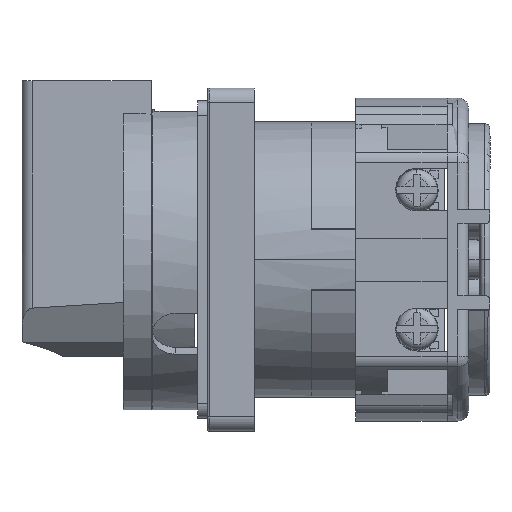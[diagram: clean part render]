
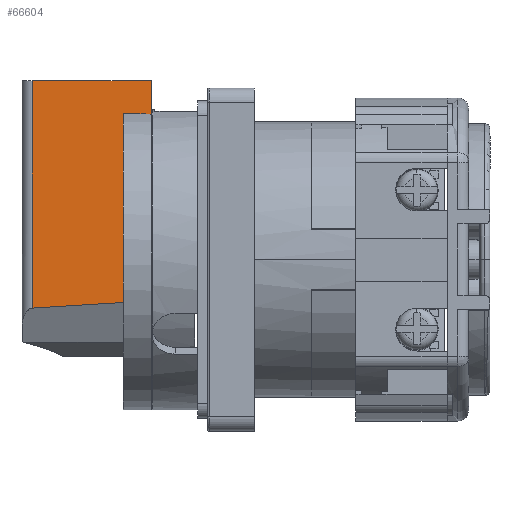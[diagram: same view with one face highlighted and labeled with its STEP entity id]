
A CAD part, left-side view. The second image highlights one B-rep face of the part: STEP entity #66604.
In plain terms, the highlighted planar face has unit normal (-0.999, 0.035, 0.039).
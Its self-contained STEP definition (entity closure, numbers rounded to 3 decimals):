
#64438=DIRECTION('',(0.032,0.998,-0.062));
#64439=VECTOR('',#64438,12.783);
#64440=CARTESIAN_POINT('',(-5.421,50.868,
-9.247));
#64441=LINE('',#64440,#64439);
#64452=DIRECTION('',(-0.039,0.,-0.999));
#64453=VECTOR('',#64452,16.753);
#64454=CARTESIAN_POINT('',(-4.773,50.868,
7.494));
#64455=LINE('',#64454,#64453);
#64467=DIRECTION('',(-0.039,0.,-0.999));
#64468=VECTOR('',#64467,4.636);
#64469=CARTESIAN_POINT('',(-4.357,46.968,
21.753));
#64470=LINE('',#64469,#64468);
#64589=DIRECTION('',(-0.035,-0.999,0.));
#64590=VECTOR('',#64589,16.663);
#64591=CARTESIAN_POINT('',(-3.775,63.62,
21.753));
#64592=LINE('',#64591,#64590);
#64602=CARTESIAN_POINT('',(-3.775,63.62,
21.753));
#66105=DIRECTION('',(-0.039,0.,-0.999));
#66106=VECTOR('',#66105,5.998);
#66107=CARTESIAN_POINT('',(-4.541,50.868,
13.488));
#66108=LINE('',#66107,#66106);
#66135=DIRECTION('',(-0.039,0.,-0.999));
#66136=VECTOR('',#66135,3.67);
#66137=CARTESIAN_POINT('',(-4.399,50.868,
17.155));
#66138=LINE('',#66137,#66136);
#66158=CARTESIAN_POINT('',(-4.536,46.968,
17.121));
#66159=CARTESIAN_POINT('',(-4.491,48.268,
17.132));
#66160=CARTESIAN_POINT('',(-4.445,49.568,
17.144));
#66161=CARTESIAN_POINT('',(-4.399,50.868,
17.155));
#66174=DIRECTION('',(0.039,0.,0.999));
#66175=VECTOR('',#66174,31.813);
#66176=CARTESIAN_POINT('',(-5.006,63.62,
-10.035));
#66177=LINE('',#66176,#66175);
#66283=CARTESIAN_POINT('',(-4.399,50.868,
17.155));
#66284=VERTEX_POINT('',#66283);
#66289=VERTEX_POINT('',#64602);
#66308=CARTESIAN_POINT('',(-4.541,50.868,
13.488));
#66309=CARTESIAN_POINT('',(-4.773,50.868,
7.494));
#66310=VERTEX_POINT('',#66308);
#66311=VERTEX_POINT('',#66309);
#66318=CARTESIAN_POINT('',(-5.006,63.62,
-10.035));
#66319=VERTEX_POINT('',#66318);
#66327=VERTEX_POINT('',#66158);
#66345=CARTESIAN_POINT('',(-4.357,46.968,
21.753));
#66346=VERTEX_POINT('',#66345);
#66349=CARTESIAN_POINT('',(-5.421,50.868,
-9.247));
#66350=VERTEX_POINT('',#66349);
#66583=CARTESIAN_POINT('',(-5.421,50.868,
-9.247));
#66584=DIRECTION('',(-0.999,0.035,0.039));
#66585=DIRECTION('',(0.039,0.,0.999));
#66586=AXIS2_PLACEMENT_3D('',#66583,#66584,#66585);
#66587=PLANE('',#66586);
#66589=ORIENTED_EDGE('',*,*,#66588,.T.);
#66591=ORIENTED_EDGE('',*,*,#66590,.T.);
#66593=ORIENTED_EDGE('',*,*,#66592,.T.);
#66595=ORIENTED_EDGE('',*,*,#66594,.T.);
#66596=ORIENTED_EDGE('',*,*,#66569,.T.);
#66597=ORIENTED_EDGE('',*,*,#66551,.T.);
#66599=ORIENTED_EDGE('',*,*,#66598,.T.);
#66601=ORIENTED_EDGE('',*,*,#66600,.T.);
#66602=EDGE_LOOP('',(#66589,#66591,#66593,#66595,#66596,#66597,#66599,#66601));
#66603=FACE_OUTER_BOUND('',#66602,.F.);
#66162=B_SPLINE_CURVE_WITH_KNOTS('',3,(#66158,#66159,#66160,#66161),
.UNSPECIFIED.,.F.,.F.,(4,4),(0.,1.),.UNSPECIFIED.);
#66551=EDGE_CURVE('',#66350,#66319,#64441,.T.);
#66569=EDGE_CURVE('',#66311,#66350,#64455,.T.);
#66588=EDGE_CURVE('',#66346,#66327,#64470,.T.);
#66590=EDGE_CURVE('',#66327,#66284,#66162,.T.);
#66592=EDGE_CURVE('',#66284,#66310,#66138,.T.);
#66594=EDGE_CURVE('',#66310,#66311,#66108,.T.);
#66598=EDGE_CURVE('',#66319,#66289,#66177,.T.);
#66600=EDGE_CURVE('',#66289,#66346,#64592,.T.);
#66604=ADVANCED_FACE('',(#66603),#66587,.T.);
